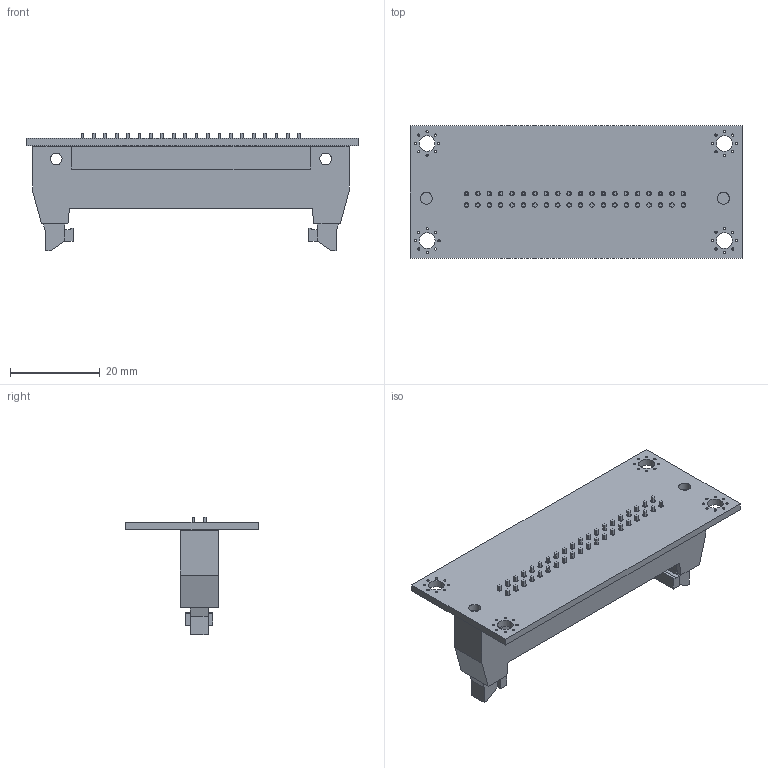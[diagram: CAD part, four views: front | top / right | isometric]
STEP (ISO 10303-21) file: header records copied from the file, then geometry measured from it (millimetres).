
FILE_DESCRIPTION(('KiCad electronic assembly'),'2;1');
FILE_NAME('lcd connector.step','2024-10-08T17:43:11',('Pcbnew'),('Kicad' ),'Open CASCADE STEP processor 7.6','KiCad to STEP converter', 'Unknown');
FILE_SCHEMA(('AUTOMOTIVE_DESIGN { 1 0 10303 214 1 1 1 1 }'));
Length unit declared in the file: millimetre
Products named in the file (4): lcd connector 1; phl.40p.vertical; SOLID; PCB
Assembly tree (3 placements, depth 3):
  lcd connector 1
    phl.40p.vertical
      SOLID
    PCB
Bounding box: 73.87 x 29.57 x 26.2 mm (x, y, z)
Volume: 9051.7 mm3; surface area: 10585.8 mm2
Topology: 2 solids, 2 shells, 598 faces, 1527 edges, 1014 vertices
Faces by surface type: plane 514, cylinder 84
Full cylindrical faces by diameter (mm): 0.5 x32, 1 x40, 2.6 x4, 2.69 x2, 3.5 x4
Entity records: 39413 total; most frequent: CARTESIAN_POINT 7209, DIRECTION 5781, LINE 4241, VECTOR 4241, ORIENTED_EDGE 3054, PCURVE 3054, DEFINITIONAL_REPRESENTATION 3054, EDGE_CURVE 1527
